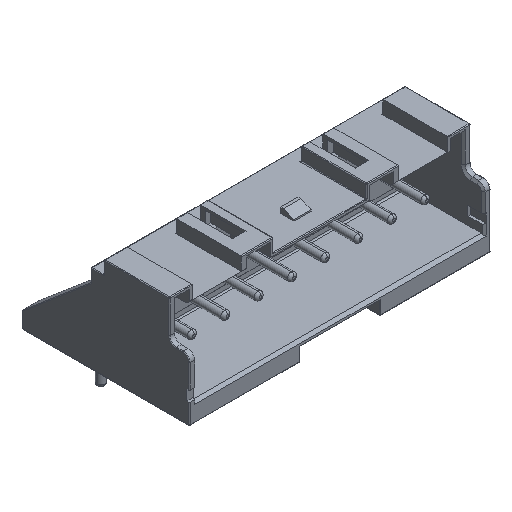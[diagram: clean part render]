
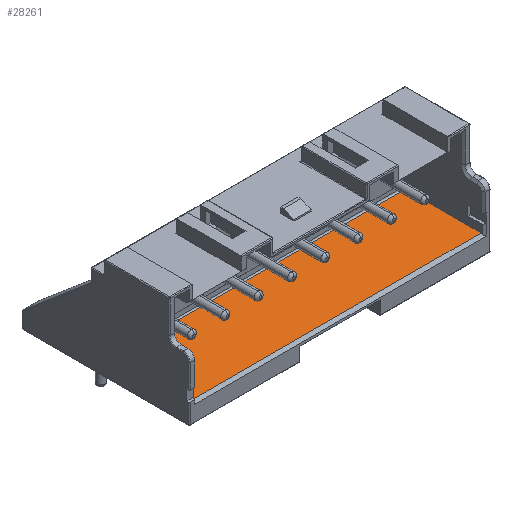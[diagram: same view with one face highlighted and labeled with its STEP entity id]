
A CAD part, isometric view. The second image highlights one B-rep face of the part: STEP entity #28261.
In plain terms, the highlighted planar face has unit normal (0, 0, 1).
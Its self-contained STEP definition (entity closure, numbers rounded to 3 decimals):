
#1504 = EDGE_LOOP ( 'NONE', ( #26382, #11688, #28225, #27467 ) ) ;
#2684 = EDGE_CURVE ( 'NONE', #16970, #13194, #18151, .T. ) ;
#3876 = CARTESIAN_POINT ( 'NONE',  ( -10.8, -6.1, 1.4 ) ) ;
#5547 = DIRECTION ( 'NONE',  ( 1., 0., 0. ) ) ;
#5830 = VECTOR ( 'NONE', #22940, 1000. ) ;
#5892 = CARTESIAN_POINT ( 'NONE',  ( -10.8, -0.4, 1.4 ) ) ;
#7764 = VECTOR ( 'NONE', #17663, 1000. ) ;
#8033 = CARTESIAN_POINT ( 'NONE',  ( 10.8, -0.3, 1.4 ) ) ;
#8178 = DIRECTION ( 'NONE',  ( 0., 0., -1. ) ) ;
#10129 = EDGE_CURVE ( 'NONE', #25857, #20923, #25017, .T. ) ;
#10499 = CARTESIAN_POINT ( 'NONE',  ( -10.8, -0.4, 1.4 ) ) ;
#10831 = CARTESIAN_POINT ( 'NONE',  ( 10.8, -0.3, 1.4 ) ) ;
#10896 = DIRECTION ( 'NONE',  ( 0., -1., 0. ) ) ;
#11688 = ORIENTED_EDGE ( 'NONE', *, *, #10129, .T. ) ;
#12776 = DIRECTION ( 'NONE',  ( 0., -1., 0. ) ) ;
#12879 = CARTESIAN_POINT ( 'NONE',  ( 10.8, -6.1, 1.4 ) ) ;
#13194 = VERTEX_POINT ( 'NONE', #5892 ) ;
#13303 = CARTESIAN_POINT ( 'NONE',  ( -10.8, -0.3, 1.4 ) ) ;
#16413 = EDGE_CURVE ( 'NONE', #16970, #20923, #22978, .T. ) ;
#16970 = VERTEX_POINT ( 'NONE', #20219 ) ;
#17663 = DIRECTION ( 'NONE',  ( 1., 0., 0. ) ) ;
#18151 = LINE ( 'NONE', #10499, #5830 ) ;
#20176 = PLANE ( 'NONE',  #30370 ) ;
#20219 = CARTESIAN_POINT ( 'NONE',  ( 10.8, -0.4, 1.4 ) ) ;
#20923 = VERTEX_POINT ( 'NONE', #23054 ) ;
#22940 = DIRECTION ( 'NONE',  ( -1., 0., 0. ) ) ;
#22978 = LINE ( 'NONE', #10831, #28682 ) ;
#23054 = CARTESIAN_POINT ( 'NONE',  ( 10.8, -6.1, 1.4 ) ) ;
#24673 = VECTOR ( 'NONE', #10896, 1000. ) ;
#25017 = LINE ( 'NONE', #12879, #7764 ) ;
#25857 = VERTEX_POINT ( 'NONE', #3876 ) ;
#26382 = ORIENTED_EDGE ( 'NONE', *, *, #28241, .T. ) ;
#27241 = LINE ( 'NONE', #13303, #24673 ) ;
#27467 = ORIENTED_EDGE ( 'NONE', *, *, #2684, .T. ) ;
#28225 = ORIENTED_EDGE ( 'NONE', *, *, #16413, .F. ) ;
#28241 = EDGE_CURVE ( 'NONE', #13194, #25857, #27241, .T. ) ;
#28261 = ADVANCED_FACE ( 'NONE', ( #30000 ), #20176, .F. ) ;
#28682 = VECTOR ( 'NONE', #12776, 1000. ) ;
#30000 = FACE_OUTER_BOUND ( 'NONE', #1504, .T. ) ;
#30370 = AXIS2_PLACEMENT_3D ( 'NONE', #8033, #8178, #5547 ) ;
